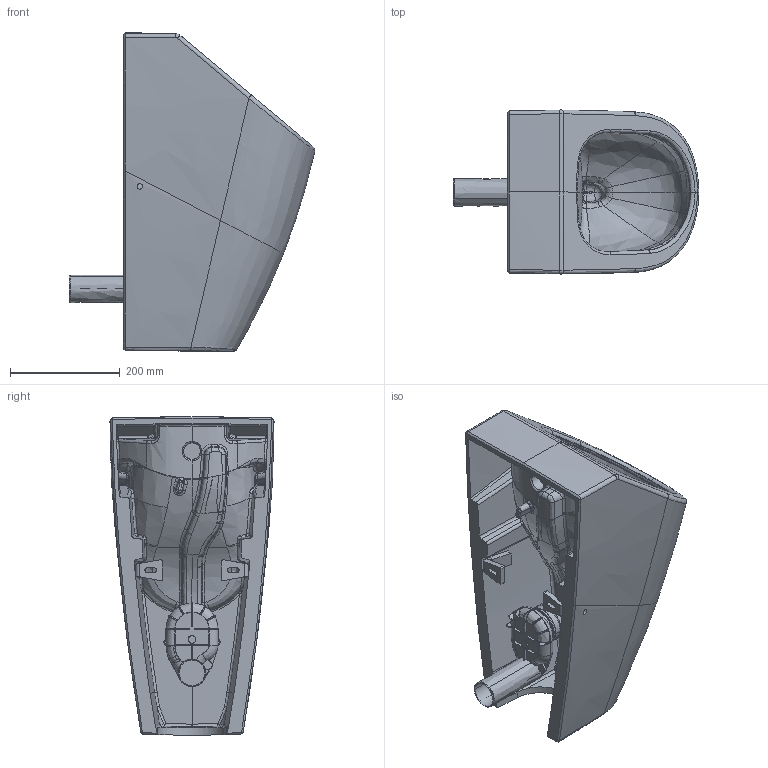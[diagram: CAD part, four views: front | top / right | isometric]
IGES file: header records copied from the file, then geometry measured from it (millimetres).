
Global section: file name: No Iges File Name specified; native system: Autodesk Inventor 2011; preprocessor: AutoDesk Inventor Iges Exporter R2011; author: Administrator; date: 20150925.184712; units: millimetre
Bounding box: 448.85 x 299.54 x 581.94 mm (x, y, z)
Volume: 15137834.7 mm3; surface area: 1179540.2 mm2
Topology: 4 solids, 4 shells, 1803 faces, 4655 edges, 2847 vertices
Faces by surface type: bspline 1054, plane 659, revolution 62, cylinder 23, sphere 3, cone 2
